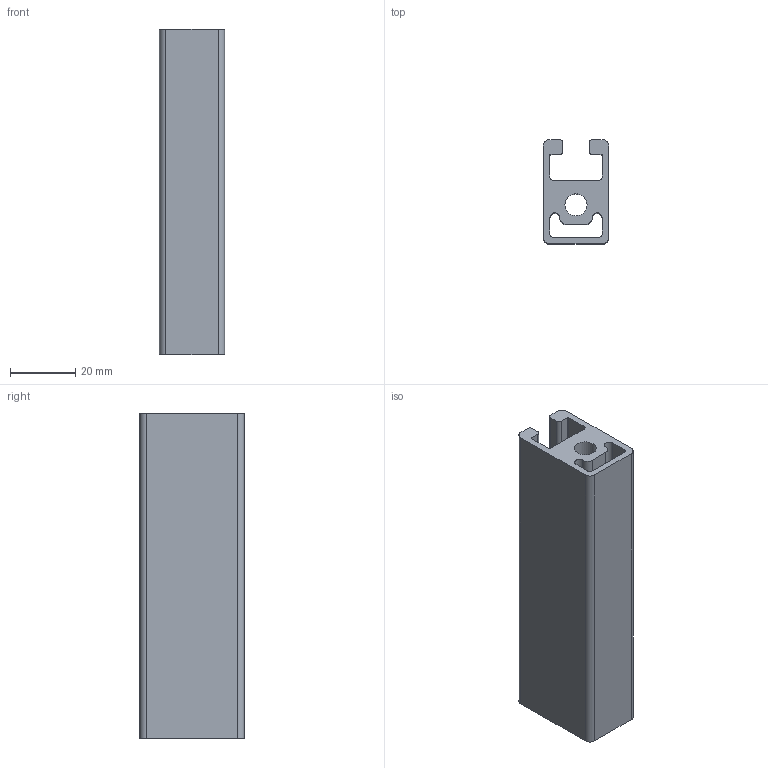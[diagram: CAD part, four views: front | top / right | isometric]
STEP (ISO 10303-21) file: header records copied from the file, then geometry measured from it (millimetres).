
FILE_DESCRIPTION(/* description */ (''),/* implementation_level */ '2;1');
FILE_NAME(/* name */ 'BPRDD0000031.stp',/* time_stamp */ '2017-07-12T11:02:10+02:00',/* author */ ('fzagni'),/* organization */ (''),/* preprocessor_version */ 'ST-DEVELOPER v16.1',/* originating_system */ 'Autodesk Inventor 2016',/* authorisation */ '');
FILE_SCHEMA (('AUTOMOTIVE_DESIGN { 1 0 10303 214 3 1 1 }'));
Length unit declared in the file: millimetre
Products named in the file (1): BPRDD0000033
Bounding box: 20 x 32 x 100 mm (x, y, z)
Volume: 35150.3 mm3; surface area: 21597.6 mm2
Topology: 1 solids, 1 shells, 37 faces, 105 edges, 70 vertices
Faces by surface type: cylinder 19, plane 18
Full cylindrical faces by diameter (mm): 6.8 x1
Entity records: 1244 total; most frequent: DIRECTION 218, CARTESIAN_POINT 212, ORIENTED_EDGE 208, EDGE_CURVE 104, AXIS2_PLACEMENT_3D 76, VERTEX_POINT 70, LINE 66, VECTOR 66
